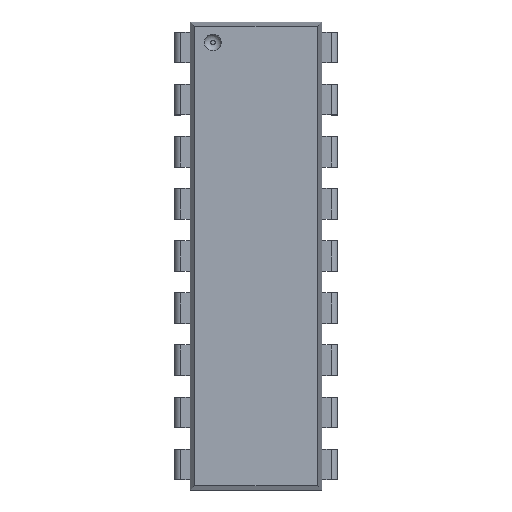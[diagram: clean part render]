
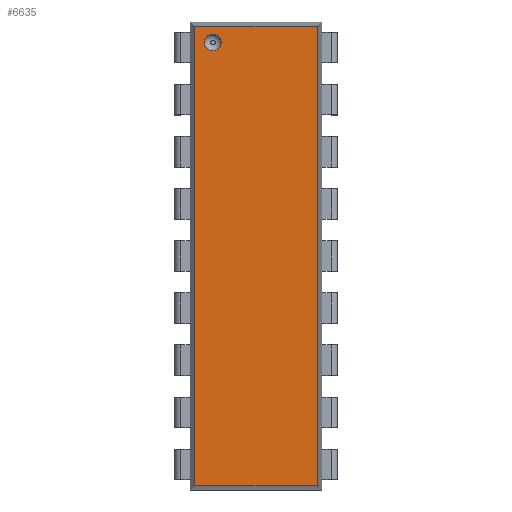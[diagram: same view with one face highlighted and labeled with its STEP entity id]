
A CAD part, top view. The second image highlights one B-rep face of the part: STEP entity #6635.
In plain terms, the highlighted planar face has unit normal (0, 0, 1).
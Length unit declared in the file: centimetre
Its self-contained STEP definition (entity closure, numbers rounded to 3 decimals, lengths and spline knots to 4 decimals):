
#479=CIRCLE('',#7020,0.0412);
#516=VERTEX_POINT('',#8500);
#517=VERTEX_POINT('',#8502);
#991=VERTEX_POINT('',#9883);
#992=VERTEX_POINT('',#9885);
#1105=VERTEX_POINT('',#10245);
#1159=VECTOR('',#7109,1.);
#1791=VECTOR('',#8095,1.);
#1964=VECTOR('',#8389,1.);
#1966=VECTOR('',#8392,1.);
#2015=LINE('',#8501,#1159);
#2647=LINE('',#9884,#1791);
#2820=LINE('',#10271,#1964);
#2822=LINE('',#10274,#1966);
#2875=EDGE_CURVE('',#516,#517,#2015,.T.);
#3577=EDGE_CURVE('',#991,#992,#2647,.T.);
#3755=EDGE_CURVE('',#1105,#1105,#479,.T.);
#3768=EDGE_CURVE('',#517,#991,#2820,.T.);
#3770=EDGE_CURVE('',#992,#516,#2822,.T.);
#5658=ORIENTED_EDGE('',*,*,#3755,.T.);
#5659=ORIENTED_EDGE('',*,*,#3768,.F.);
#5660=ORIENTED_EDGE('',*,*,#2875,.F.);
#5661=ORIENTED_EDGE('',*,*,#3770,.F.);
#5662=ORIENTED_EDGE('',*,*,#3577,.F.);
#5988=EDGE_LOOP('',(#5658));
#5989=EDGE_LOOP('',(#5659,#5660,#5661,#5662));
#6312=FACE_BOUND('',#5988,.T.);
#6313=FACE_BOUND('',#5989,.T.);
#6635=ADVANCED_FACE('',(#6312,#6313),#10560,.T.);
#7020=AXIS2_PLACEMENT_3D('',#10244,#8366,#8367);
#7031=AXIS2_PLACEMENT_3D('',#10275,#8393,$);
#7109=DIRECTION('',(0.,1.,0.));
#8095=DIRECTION('',(0.,-1.,0.));
#8366=DIRECTION('',(0.,0.,-1.));
#8367=DIRECTION('',(0.041,0.,0.));
#8389=DIRECTION('',(1.,0.,0.));
#8392=DIRECTION('',(-1.,0.,0.));
#8393=DIRECTION('',(0.,0.,1.));
#8500=CARTESIAN_POINT('',(-0.2996,-1.1196,0.32));
#8501=CARTESIAN_POINT('',(-0.2996,0.,0.32));
#8502=CARTESIAN_POINT('',(-0.2996,1.1196,0.32));
#9883=CARTESIAN_POINT('',(0.2996,1.1196,0.32));
#9884=CARTESIAN_POINT('',(0.2996,0.,0.32));
#9885=CARTESIAN_POINT('',(0.2996,-1.1196,0.32));
#10244=CARTESIAN_POINT('',(-0.21,1.04,0.32));
#10245=CARTESIAN_POINT('',(-0.1688,1.04,0.32));
#10271=CARTESIAN_POINT('',(0.,1.1196,0.32));
#10274=CARTESIAN_POINT('',(0.,-1.1196,0.32));
#10275=CARTESIAN_POINT('',(0.,0.,0.32));
#10560=PLANE('',#7031);
